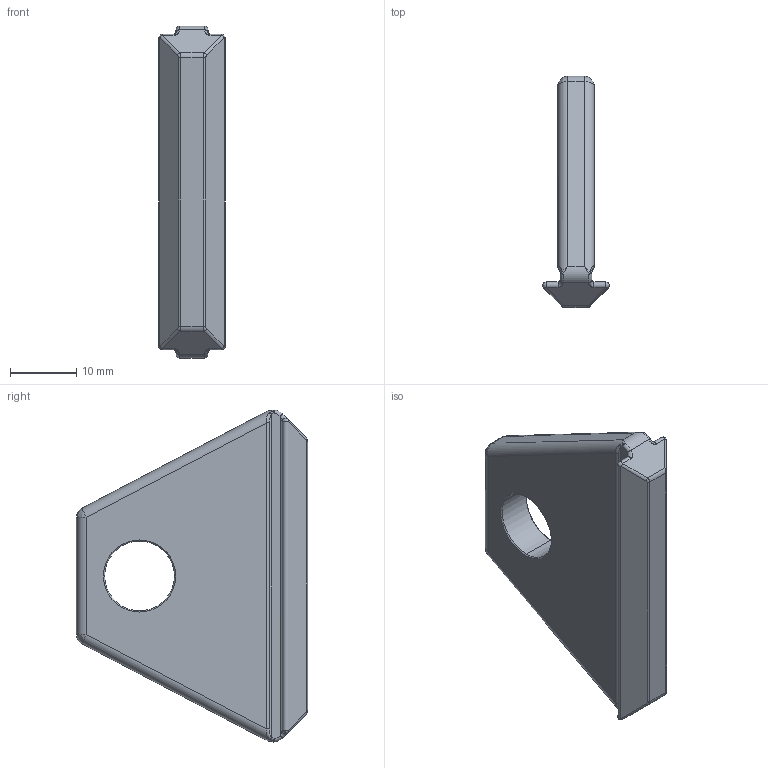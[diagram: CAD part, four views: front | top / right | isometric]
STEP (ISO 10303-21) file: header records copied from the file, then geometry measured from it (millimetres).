
FILE_DESCRIPTION (( 'STEP AP214' ), '1' );
FILE_NAME ('7630010', '2019-01-31T12:06:01', ( '' ), ('JUGARD+KÜNSTNER GmbH'), 'SwSTEP 2.0', 'SolidWorks 2017', '' );
FILE_SCHEMA (( 'AUTOMOTIVE_DESIGN' ));
Length unit declared in the file: millimetre
Products named in the file (1): 7630010_CNAJF00
Bounding box: 10 x 34.8 x 49.99 mm (x, y, z)
Volume: 6740.2 mm3; surface area: 3491.5 mm2
Topology: 1 solids, 1 shells, 95 faces, 229 edges, 116 vertices
Faces by surface type: cylinder 41, bspline 36, plane 14, cone 4
Entity records: 3573 total; most frequent: CARTESIAN_POINT 1651, ORIENTED_EDGE 418, DIRECTION 365, EDGE_CURVE 209, AXIS2_PLACEMENT_3D 142, VERTEX_POINT 116, EDGE_LOOP 97, FACE_OUTER_BOUND 95
